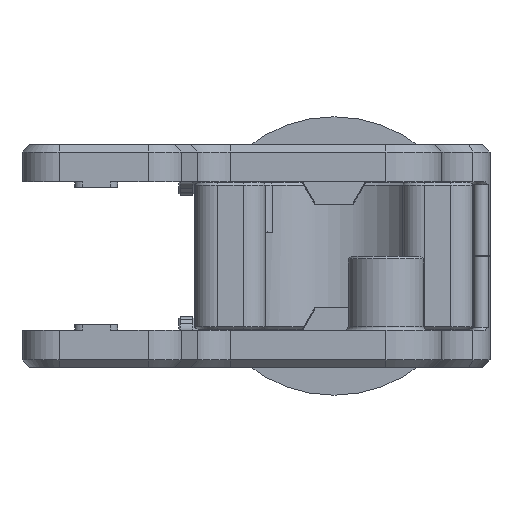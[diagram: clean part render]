
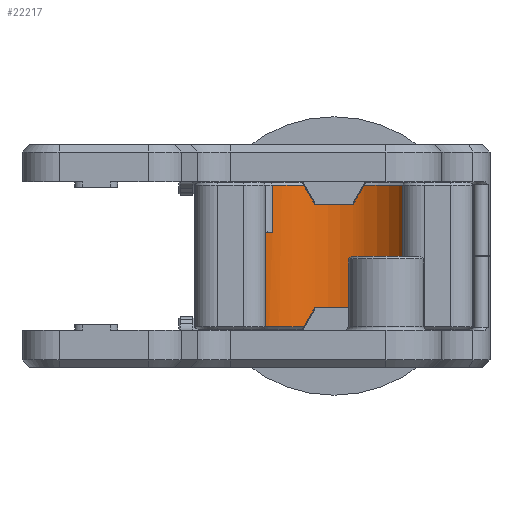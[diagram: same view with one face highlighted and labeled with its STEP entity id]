
A CAD part, front view. The second image highlights one B-rep face of the part: STEP entity #22217.
In plain terms, the highlighted cylindrical face has radius 11.2 mm (diameter 22.4 mm), a partial arc.
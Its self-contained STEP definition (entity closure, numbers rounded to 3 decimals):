
#498=CYLINDRICAL_SURFACE('',#24381,11.2);
#556=ELLIPSE('',#24380,22.4,11.2);
#557=ELLIPSE('',#24383,22.4,11.2);
#558=ELLIPSE('',#24385,22.4,11.2);
#559=ELLIPSE('',#24389,22.4,11.2);
#2091=CIRCLE('',#24378,11.2);
#2092=CIRCLE('',#24382,11.2);
#2093=CIRCLE('',#24384,11.2);
#2094=CIRCLE('',#24386,11.2);
#2095=CIRCLE('',#24387,11.2);
#2096=CIRCLE('',#24388,11.2);
#2097=CIRCLE('',#24390,11.2);
#3225=FACE_OUTER_BOUND('',#4554,.T.);
#4554=EDGE_LOOP('',(#19980,#19981,#19982,#19983,#19984,#19985,#19986,#19987,
#19988,#19989,#19990,#19991,#19992,#19993));
#6558=LINE('',#44300,#8517);
#6559=LINE('',#44312,#8518);
#6560=LINE('',#44316,#8519);
#8517=VECTOR('',#30315,10.);
#8518=VECTOR('',#30326,10.);
#8519=VECTOR('',#30329,10.);
#10645=VERTEX_POINT('',#44283);
#10646=VERTEX_POINT('',#44287);
#10647=VERTEX_POINT('',#44293);
#10649=VERTEX_POINT('',#44299);
#10650=VERTEX_POINT('',#44301);
#10651=VERTEX_POINT('',#44303);
#10652=VERTEX_POINT('',#44305);
#10653=VERTEX_POINT('',#44307);
#10654=VERTEX_POINT('',#44309);
#10655=VERTEX_POINT('',#44311);
#10656=VERTEX_POINT('',#44313);
#10657=VERTEX_POINT('',#44315);
#10658=VERTEX_POINT('',#44317);
#10659=VERTEX_POINT('',#44319);
#13795=EDGE_CURVE('',#10645,#10646,#2091,.T.);
#13796=EDGE_CURVE('',#10647,#10646,#556,.T.);
#13799=EDGE_CURVE('',#10649,#10645,#6558,.T.);
#13800=EDGE_CURVE('',#10650,#10649,#2092,.T.);
#13801=EDGE_CURVE('',#10650,#10651,#557,.T.);
#13802=EDGE_CURVE('',#10651,#10652,#2093,.T.);
#13803=EDGE_CURVE('',#10652,#10653,#558,.T.);
#13804=EDGE_CURVE('',#10654,#10653,#2094,.T.);
#13805=EDGE_CURVE('',#10655,#10654,#6559,.T.);
#13806=EDGE_CURVE('',#10656,#10655,#2095,.T.);
#13807=EDGE_CURVE('',#10657,#10656,#6560,.T.);
#13808=EDGE_CURVE('',#10658,#10657,#2096,.T.);
#13809=EDGE_CURVE('',#10658,#10659,#559,.T.);
#13810=EDGE_CURVE('',#10659,#10647,#2097,.T.);
#19980=ORIENTED_EDGE('',*,*,#13795,.F.);
#19981=ORIENTED_EDGE('',*,*,#13799,.F.);
#19982=ORIENTED_EDGE('',*,*,#13800,.F.);
#19983=ORIENTED_EDGE('',*,*,#13801,.T.);
#19984=ORIENTED_EDGE('',*,*,#13802,.T.);
#19985=ORIENTED_EDGE('',*,*,#13803,.T.);
#19986=ORIENTED_EDGE('',*,*,#13804,.F.);
#19987=ORIENTED_EDGE('',*,*,#13805,.F.);
#19988=ORIENTED_EDGE('',*,*,#13806,.F.);
#19989=ORIENTED_EDGE('',*,*,#13807,.F.);
#19990=ORIENTED_EDGE('',*,*,#13808,.F.);
#19991=ORIENTED_EDGE('',*,*,#13809,.T.);
#19992=ORIENTED_EDGE('',*,*,#13810,.T.);
#19993=ORIENTED_EDGE('',*,*,#13796,.T.);
#22217=ADVANCED_FACE('',(#3225),#498,.F.);
#24378=AXIS2_PLACEMENT_3D('',#44291,#30305,#30306);
#24380=AXIS2_PLACEMENT_3D('',#44294,#30309,#30310);
#24381=AXIS2_PLACEMENT_3D('',#44298,#30313,#30314);
#24382=AXIS2_PLACEMENT_3D('',#44302,#30316,#30317);
#24383=AXIS2_PLACEMENT_3D('',#44304,#30318,#30319);
#24384=AXIS2_PLACEMENT_3D('',#44306,#30320,#30321);
#24385=AXIS2_PLACEMENT_3D('',#44308,#30322,#30323);
#24386=AXIS2_PLACEMENT_3D('',#44310,#30324,#30325);
#24387=AXIS2_PLACEMENT_3D('',#44314,#30327,#30328);
#24388=AXIS2_PLACEMENT_3D('',#44318,#30330,#30331);
#24389=AXIS2_PLACEMENT_3D('',#44320,#30332,#30333);
#24390=AXIS2_PLACEMENT_3D('',#44321,#30334,#30335);
#30305=DIRECTION('center_axis',(0.,0.,
1.));
#30306=DIRECTION('ref_axis',(-1.,0.,0.));
#30309=DIRECTION('center_axis',(0.866,0.,
-0.5));
#30310=DIRECTION('ref_axis',(0.5,0.,0.866));
#30313=DIRECTION('center_axis',(0.,0.,-1.));
#30314=DIRECTION('ref_axis',(0.,-1.,0.));
#30315=DIRECTION('',(0.,0.,-1.));
#30316=DIRECTION('center_axis',(0.,0.,
-1.));
#30317=DIRECTION('ref_axis',(-1.,0.,0.));
#30318=DIRECTION('center_axis',(0.866,0.,0.5));
#30319=DIRECTION('ref_axis',(0.5,0.,-0.866));
#30320=DIRECTION('center_axis',(0.,0.,
1.));
#30321=DIRECTION('ref_axis',(1.,0.,0.));
#30322=DIRECTION('center_axis',(-0.866,0.,
0.5));
#30323=DIRECTION('ref_axis',(0.5,0.,0.866));
#30324=DIRECTION('center_axis',(0.,0.,
-1.));
#30325=DIRECTION('ref_axis',(1.,0.,0.));
#30326=DIRECTION('',(0.,0.,1.));
#30327=DIRECTION('center_axis',(0.,0.,
-1.));
#30328=DIRECTION('ref_axis',(1.,0.,0.));
#30329=DIRECTION('',(0.,0.,1.));
#30330=DIRECTION('center_axis',(0.,0.,
1.));
#30331=DIRECTION('ref_axis',(1.,0.,0.));
#30332=DIRECTION('center_axis',(-0.866,0.,
-0.5));
#30333=DIRECTION('ref_axis',(0.5,0.,-0.866));
#30334=DIRECTION('center_axis',(0.,0.,
-1.));
#30335=DIRECTION('ref_axis',(1.,0.,0.));
#44283=CARTESIAN_POINT('',(-204.422,154.72,27.596));
#44287=CARTESIAN_POINT('',(-198.859,138.55,27.596));
#44291=CARTESIAN_POINT('Origin',(-194.8,148.989,27.596));
#44293=CARTESIAN_POINT('',(-197.358,138.084,30.196));
#44294=CARTESIAN_POINT('Origin',(-194.8,148.989,34.626));
#44298=CARTESIAN_POINT('Origin',(-194.8,148.989,47.096));
#44299=CARTESIAN_POINT('',(-204.422,154.72,46.596));
#44300=CARTESIAN_POINT('',(-204.422,154.72,47.096));
#44301=CARTESIAN_POINT('',(-198.859,138.55,46.596));
#44302=CARTESIAN_POINT('Origin',(-194.8,148.989,46.596));
#44303=CARTESIAN_POINT('',(-197.358,138.084,43.996));
#44304=CARTESIAN_POINT('Origin',(-194.8,148.989,39.566));
#44305=CARTESIAN_POINT('',(-192.242,138.084,43.996));
#44306=CARTESIAN_POINT('Origin',(-194.8,148.989,43.996));
#44307=CARTESIAN_POINT('',(-190.741,138.55,46.596));
#44308=CARTESIAN_POINT('Origin',(-194.8,148.989,39.566));
#44309=CARTESIAN_POINT('',(-186.511,141.456,46.596));
#44310=CARTESIAN_POINT('Origin',(-194.8,148.989,46.596));
#44311=CARTESIAN_POINT('',(-186.511,141.456,40.196));
#44312=CARTESIAN_POINT('',(-186.511,141.456,47.096));
#44313=CARTESIAN_POINT('',(-185.177,154.72,40.196));
#44314=CARTESIAN_POINT('Origin',(-194.8,148.989,40.196));
#44315=CARTESIAN_POINT('',(-185.177,154.72,27.596));
#44316=CARTESIAN_POINT('',(-185.177,154.72,47.096));
#44317=CARTESIAN_POINT('',(-190.741,138.55,27.596));
#44318=CARTESIAN_POINT('Origin',(-194.8,148.989,27.596));
#44319=CARTESIAN_POINT('',(-192.242,138.084,30.196));
#44320=CARTESIAN_POINT('Origin',(-194.8,148.989,34.626));
#44321=CARTESIAN_POINT('Origin',(-194.8,148.989,30.196));
